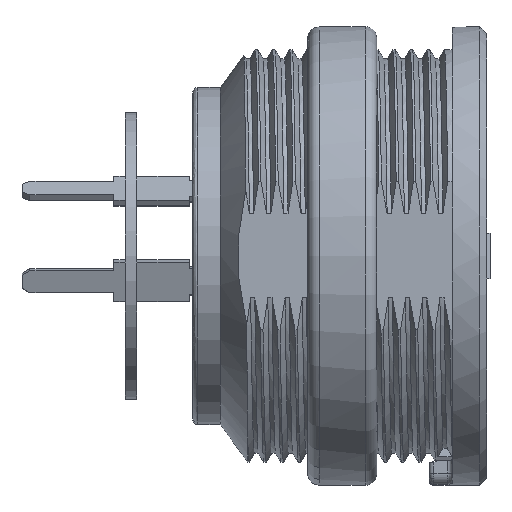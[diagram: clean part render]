
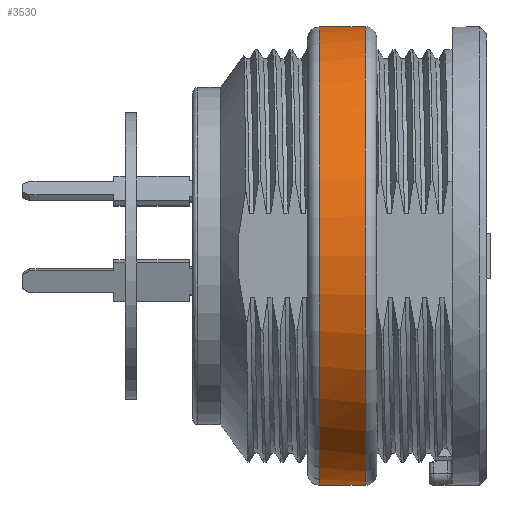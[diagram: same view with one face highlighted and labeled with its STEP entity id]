
A CAD part, top view. The second image highlights one B-rep face of the part: STEP entity #3530.
In plain terms, the highlighted cylindrical face has radius 10 mm (diameter 20 mm), a full revolution.
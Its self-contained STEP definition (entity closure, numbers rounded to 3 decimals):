
#2583=FACE_BOUND('',#4545,.T.);
#2584=FACE_BOUND('',#4546,.T.);
#3530=ADVANCED_FACE('',(#2583,#2584),#3731,.T.);
#3731=CYLINDRICAL_SURFACE('',#11310,10.);
#4545=EDGE_LOOP('',(#6509));
#4546=EDGE_LOOP('',(#6510,#6511,#6512,#6513,#6514,#6515,#6516,#6517));
#4841=CIRCLE('',#11305,10.);
#4842=CIRCLE('',#11306,10.);
#4843=CIRCLE('',#11307,10.);
#4844=CIRCLE('',#11308,10.);
#4845=CIRCLE('',#11309,10.);
#6509=ORIENTED_EDGE('',*,*,#9172,.F.);
#6510=ORIENTED_EDGE('',*,*,#9173,.F.);
#6511=ORIENTED_EDGE('',*,*,#9174,.T.);
#6512=ORIENTED_EDGE('',*,*,#9175,.T.);
#6513=ORIENTED_EDGE('',*,*,#9176,.T.);
#6514=ORIENTED_EDGE('',*,*,#9177,.F.);
#6515=ORIENTED_EDGE('',*,*,#9178,.T.);
#6516=ORIENTED_EDGE('',*,*,#9179,.T.);
#6517=ORIENTED_EDGE('',*,*,#9180,.T.);
#8051=VERTEX_POINT('',#16324);
#8052=VERTEX_POINT('',#16326);
#8053=VERTEX_POINT('',#16327);
#8054=VERTEX_POINT('',#16329);
#8055=VERTEX_POINT('',#16331);
#8056=VERTEX_POINT('',#16333);
#8057=VERTEX_POINT('',#16335);
#8058=VERTEX_POINT('',#16337);
#8059=VERTEX_POINT('',#16339);
#9172=EDGE_CURVE('',#8051,#8051,#4841,.T.);
#9173=EDGE_CURVE('',#8052,#8053,#10170,.T.);
#9174=EDGE_CURVE('',#8052,#8054,#4842,.T.);
#9175=EDGE_CURVE('',#8054,#8055,#10171,.T.);
#9176=EDGE_CURVE('',#8055,#8056,#4843,.T.);
#9177=EDGE_CURVE('',#8057,#8056,#10172,.T.);
#9178=EDGE_CURVE('',#8057,#8058,#4844,.T.);
#9179=EDGE_CURVE('',#8058,#8059,#10173,.T.);
#9180=EDGE_CURVE('',#8059,#8053,#4845,.T.);
#10170=LINE('',#16325,#10867);
#10171=LINE('',#16330,#10868);
#10172=LINE('',#16334,#10869);
#10173=LINE('',#16338,#10870);
#10867=VECTOR('',#12628,1.);
#10868=VECTOR('',#12631,1.);
#10869=VECTOR('',#12634,1.);
#10870=VECTOR('',#12637,1.);
#11305=AXIS2_PLACEMENT_3D('',#16323,#12626,#12627);
#11306=AXIS2_PLACEMENT_3D('',#16328,#12629,#12630);
#11307=AXIS2_PLACEMENT_3D('',#16332,#12632,#12633);
#11308=AXIS2_PLACEMENT_3D('',#16336,#12635,#12636);
#11309=AXIS2_PLACEMENT_3D('',#16340,#12638,#12639);
#11310=AXIS2_PLACEMENT_3D('',#16341,#12640,#12641);
#12626=DIRECTION('',(1.,0.,0.));
#12627=DIRECTION('',(0.,1.,0.));
#12628=DIRECTION('',(-1.,0.,0.));
#12629=DIRECTION('',(1.,0.,0.));
#12630=DIRECTION('',(0.,1.,0.));
#12631=DIRECTION('',(-1.,0.,0.));
#12632=DIRECTION('',(1.,0.,0.));
#12633=DIRECTION('',(0.,1.,0.));
#12634=DIRECTION('',(-1.,0.,0.));
#12635=DIRECTION('',(1.,0.,0.));
#12636=DIRECTION('',(0.,1.,0.));
#12637=DIRECTION('',(-1.,0.,0.));
#12638=DIRECTION('',(1.,0.,0.));
#12639=DIRECTION('',(0.,1.,0.));
#12640=DIRECTION('',(1.,0.,0.));
#12641=DIRECTION('',(0.,1.,0.));
#16323=CARTESIAN_POINT('',(2.859,0.,0.));
#16324=CARTESIAN_POINT('',(2.859,10.,0.));
#16325=CARTESIAN_POINT('',(1.359,9.982,-0.6));
#16326=CARTESIAN_POINT('',(1.359,9.982,-0.6));
#16327=CARTESIAN_POINT('',(0.859,9.982,-0.6));
#16328=CARTESIAN_POINT('',(1.359,0.,0.));
#16329=CARTESIAN_POINT('',(1.359,9.982,0.6));
#16330=CARTESIAN_POINT('',(3.359,9.982,0.6));
#16331=CARTESIAN_POINT('',(0.859,9.982,0.6));
#16332=CARTESIAN_POINT('',(0.859,0.,0.));
#16333=CARTESIAN_POINT('',(0.859,-9.982,0.6));
#16334=CARTESIAN_POINT('',(1.359,-9.982,0.6));
#16335=CARTESIAN_POINT('',(1.359,-9.982,0.6));
#16336=CARTESIAN_POINT('',(1.359,0.,0.));
#16337=CARTESIAN_POINT('',(1.359,-9.982,-0.6));
#16338=CARTESIAN_POINT('',(1.359,-9.982,-0.6));
#16339=CARTESIAN_POINT('',(0.859,-9.982,-0.6));
#16340=CARTESIAN_POINT('',(0.859,0.,0.));
#16341=CARTESIAN_POINT('',(3.359,0.,0.));
